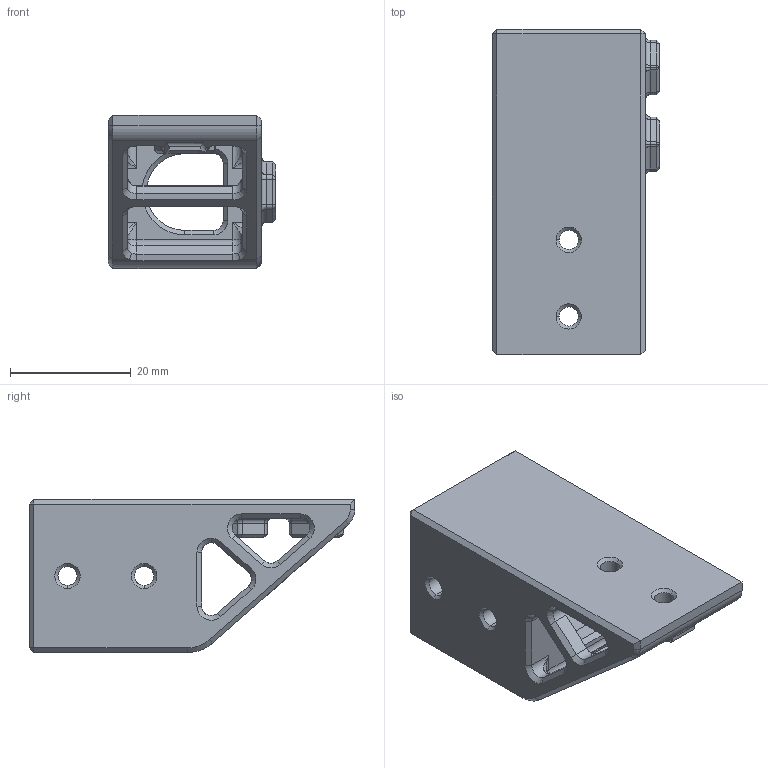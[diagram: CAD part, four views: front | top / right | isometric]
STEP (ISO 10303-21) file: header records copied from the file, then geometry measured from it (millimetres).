
FILE_DESCRIPTION (( 'STEP AP214' ), '1' );
FILE_NAME ('AARL_QR_FR_LE_PL_BL_008.STEP', '2024-06-21T05:47:58', ( '' ), ( '' ), 'SwSTEP 2.0', 'SolidWorks 2024', '' );
FILE_SCHEMA (( 'AUTOMOTIVE_DESIGN' ));
Length unit declared in the file: inch
Products named in the file (1): AARL_QR_FR_LE_PL_BL_008
Bounding box: 27.78 x 53.98 x 25.4 mm (x, y, z)
Volume: 13265.3 mm3; surface area: 8417.5 mm2
Topology: 1 solids, 1 shells, 575 faces, 1340 edges, 739 vertices
Faces by surface type: plane 194, cylinder 161, cone 121, bspline 42, sphere 34, torus 23
Entity records: 20148 total; most frequent: CARTESIAN_POINT 7398, DIRECTION 2705, ORIENTED_EDGE 2620, EDGE_CURVE 1310, AXIS2_PLACEMENT_3D 994, VERTEX_POINT 739, VECTOR 717, LINE 717
